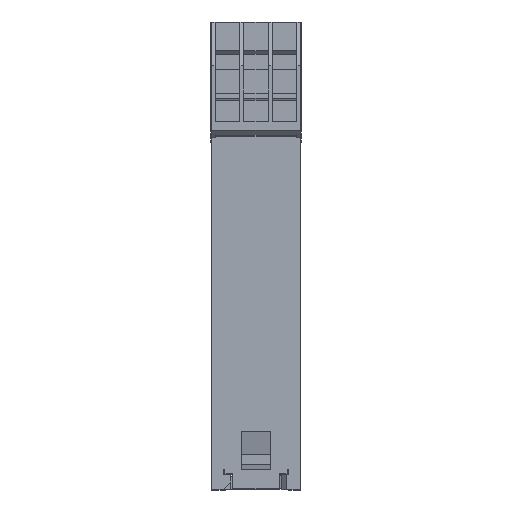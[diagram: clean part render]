
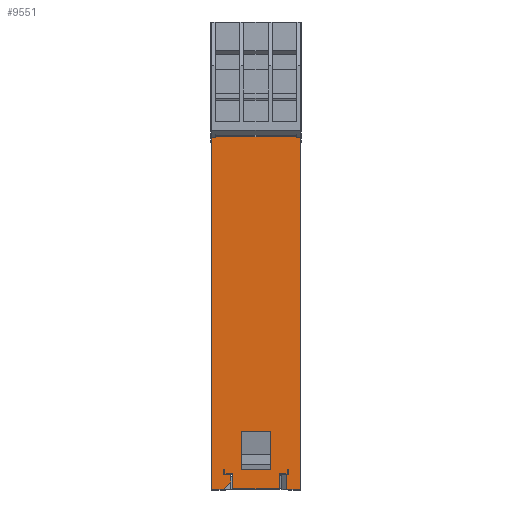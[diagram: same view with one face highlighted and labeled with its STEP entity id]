
A CAD part, top view. The second image highlights one B-rep face of the part: STEP entity #9551.
In plain terms, the highlighted planar face has unit normal (0, 0, 1).
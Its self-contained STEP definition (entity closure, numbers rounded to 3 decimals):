
#25=DIRECTION('',(0.,-1.,0.));
#26=VECTOR('',#25,89.164);
#27=CARTESIAN_POINT('',(-11.25,89.164,37.5));
#28=LINE('',#27,#26);
#341=DIRECTION('',(0.,-1.,0.));
#342=VECTOR('',#341,89.164);
#343=CARTESIAN_POINT('',(11.25,89.164,37.5));
#344=LINE('',#343,#342);
#1615=DIRECTION('',(1.,0.,0.));
#1616=VECTOR('',#1615,1.03);
#1617=CARTESIAN_POINT('',(-11.25,89.164,37.5));
#1618=LINE('',#1617,#1616);
#1619=DIRECTION('',(0.,-1.,0.));
#1620=VECTOR('',#1619,0.036);
#1621=CARTESIAN_POINT('',(-10.22,89.2,37.5));
#1622=LINE('',#1621,#1620);
#1623=DIRECTION('',(1.,0.,0.));
#1624=VECTOR('',#1623,20.44);
#1625=CARTESIAN_POINT('',(-10.22,89.2,37.5));
#1626=LINE('',#1625,#1624);
#1627=DIRECTION('',(0.,-1.,0.));
#1628=VECTOR('',#1627,0.036);
#1629=CARTESIAN_POINT('',(10.22,89.2,37.5));
#1630=LINE('',#1629,#1628);
#1631=DIRECTION('',(1.,0.,0.));
#1632=VECTOR('',#1631,1.03);
#1633=CARTESIAN_POINT('',(10.22,89.164,37.5));
#1634=LINE('',#1633,#1632);
#1635=DIRECTION('',(0.,1.,0.));
#1636=VECTOR('',#1635,3.7);
#1637=CARTESIAN_POINT('',(7.77,0.,37.5));
#1638=LINE('',#1637,#1636);
#1639=DIRECTION('',(1.,0.,0.));
#1640=VECTOR('',#1639,0.38);
#1641=CARTESIAN_POINT('',(7.77,3.7,37.5));
#1642=LINE('',#1641,#1640);
#1643=DIRECTION('',(0.,1.,0.));
#1644=VECTOR('',#1643,1.3);
#1645=CARTESIAN_POINT('',(8.15,3.7,37.5));
#1646=LINE('',#1645,#1644);
#1647=DIRECTION('',(-1.,0.,0.));
#1648=VECTOR('',#1647,0.275);
#1649=CARTESIAN_POINT('',(8.15,5.,37.5));
#1650=LINE('',#1649,#1648);
#1651=DIRECTION('',(0.,-1.,0.));
#1652=VECTOR('',#1651,1.05);
#1653=CARTESIAN_POINT('',(7.875,5.,37.5));
#1654=LINE('',#1653,#1652);
#1655=DIRECTION('',(-1.,0.,0.));
#1656=VECTOR('',#1655,2.);
#1657=CARTESIAN_POINT('',(7.875,3.95,37.5));
#1658=LINE('',#1657,#1656);
#1659=DIRECTION('',(0.,-1.,0.));
#1660=VECTOR('',#1659,3.8);
#1661=CARTESIAN_POINT('',(5.875,3.95,37.5));
#1662=LINE('',#1661,#1660);
#1663=DIRECTION('',(-1.,0.,0.));
#1664=VECTOR('',#1663,11.75);
#1665=CARTESIAN_POINT('',(5.875,0.15,37.5));
#1666=LINE('',#1665,#1664);
#1667=DIRECTION('',(0.,1.,0.));
#1668=VECTOR('',#1667,3.8);
#1669=CARTESIAN_POINT('',(-5.875,0.15,37.5));
#1670=LINE('',#1669,#1668);
#1671=DIRECTION('',(-1.,0.,0.));
#1672=VECTOR('',#1671,2.);
#1673=CARTESIAN_POINT('',(-5.875,3.95,37.5));
#1674=LINE('',#1673,#1672);
#1675=DIRECTION('',(0.,1.,0.));
#1676=VECTOR('',#1675,1.05);
#1677=CARTESIAN_POINT('',(-7.875,3.95,37.5));
#1678=LINE('',#1677,#1676);
#1679=DIRECTION('',(-1.,0.,0.));
#1680=VECTOR('',#1679,0.275);
#1681=CARTESIAN_POINT('',(-7.875,5.,37.5));
#1682=LINE('',#1681,#1680);
#1683=DIRECTION('',(0.,-1.,0.));
#1684=VECTOR('',#1683,1.3);
#1685=CARTESIAN_POINT('',(-8.15,5.,37.5));
#1686=LINE('',#1685,#1684);
#1687=DIRECTION('',(1.,0.,0.));
#1688=VECTOR('',#1687,1.75);
#1689=CARTESIAN_POINT('',(-8.15,3.7,37.5));
#1690=LINE('',#1689,#1688);
#1691=DIRECTION('',(0.,1.,0.));
#1692=VECTOR('',#1691,1.81);
#1693=CARTESIAN_POINT('',(-6.4,1.89,37.5));
#1694=LINE('',#1693,#1692);
#1695=DIRECTION('',(-0.707,-0.707,0.));
#1696=VECTOR('',#1695,2.673);
#1697=CARTESIAN_POINT('',(-6.4,1.89,37.5));
#1698=LINE('',#1697,#1696);
#1699=DIRECTION('',(0.,1.,0.));
#1700=VECTOR('',#1699,9.6);
#1701=CARTESIAN_POINT('',(-3.7,5.,37.5));
#1702=LINE('',#1701,#1700);
#1703=DIRECTION('',(1.,0.,0.));
#1704=VECTOR('',#1703,7.4);
#1705=CARTESIAN_POINT('',(-3.7,5.,37.5));
#1706=LINE('',#1705,#1704);
#1707=DIRECTION('',(0.,1.,0.));
#1708=VECTOR('',#1707,9.6);
#1709=CARTESIAN_POINT('',(3.7,5.,37.5));
#1710=LINE('',#1709,#1708);
#1711=DIRECTION('',(1.,0.,0.));
#1712=VECTOR('',#1711,7.4);
#1713=CARTESIAN_POINT('',(-3.7,14.6,37.5));
#1714=LINE('',#1713,#1712);
#1740=DIRECTION('',(1.,0.,0.));
#1741=VECTOR('',#1740,3.48);
#1742=CARTESIAN_POINT('',(7.77,0.,37.5));
#1743=LINE('',#1742,#1741);
#4357=DIRECTION('',(1.,0.,0.));
#4358=VECTOR('',#4357,2.96);
#4359=CARTESIAN_POINT('',(-11.25,0.,37.5));
#4360=LINE('',#4359,#4358);
#5825=CARTESIAN_POINT('',(-11.25,0.,37.5));
#5826=VERTEX_POINT('',#5825);
#5829=CARTESIAN_POINT('',(11.25,0.,37.5));
#5830=VERTEX_POINT('',#5829);
#5937=CARTESIAN_POINT('',(-8.15,5.,37.5));
#5938=CARTESIAN_POINT('',(-8.15,3.7,37.5));
#5939=VERTEX_POINT('',#5937);
#5940=VERTEX_POINT('',#5938);
#5941=CARTESIAN_POINT('',(8.15,3.7,37.5));
#5942=CARTESIAN_POINT('',(8.15,5.,37.5));
#5943=VERTEX_POINT('',#5941);
#5944=VERTEX_POINT('',#5942);
#5975=CARTESIAN_POINT('',(7.77,0.,37.5));
#5976=VERTEX_POINT('',#5975);
#5979=CARTESIAN_POINT('',(7.77,3.7,37.5));
#5980=VERTEX_POINT('',#5979);
#6001=CARTESIAN_POINT('',(-6.4,3.7,37.5));
#6003=VERTEX_POINT('',#6001);
#6229=CARTESIAN_POINT('',(-8.29,0.,37.5));
#6231=VERTEX_POINT('',#6229);
#6233=CARTESIAN_POINT('',(-6.4,1.89,37.5));
#6234=VERTEX_POINT('',#6233);
#6317=CARTESIAN_POINT('',(-3.7,14.6,37.5));
#6318=CARTESIAN_POINT('',(3.7,14.6,37.5));
#6319=VERTEX_POINT('',#6317);
#6320=VERTEX_POINT('',#6318);
#6369=CARTESIAN_POINT('',(7.875,3.95,37.5));
#6370=CARTESIAN_POINT('',(5.875,3.95,37.5));
#6371=VERTEX_POINT('',#6369);
#6372=VERTEX_POINT('',#6370);
#6373=CARTESIAN_POINT('',(5.875,0.15,37.5));
#6374=VERTEX_POINT('',#6373);
#6375=CARTESIAN_POINT('',(-5.875,0.15,37.5));
#6376=VERTEX_POINT('',#6375);
#6377=CARTESIAN_POINT('',(-5.875,3.95,37.5));
#6378=VERTEX_POINT('',#6377);
#6379=CARTESIAN_POINT('',(-7.875,3.95,37.5));
#6380=VERTEX_POINT('',#6379);
#6557=CARTESIAN_POINT('',(7.875,5.,37.5));
#6559=VERTEX_POINT('',#6557);
#6561=CARTESIAN_POINT('',(-7.875,5.,37.5));
#6563=VERTEX_POINT('',#6561);
#6597=CARTESIAN_POINT('',(3.7,5.,37.5));
#6598=VERTEX_POINT('',#6597);
#6599=CARTESIAN_POINT('',(-3.7,5.,37.5));
#6600=VERTEX_POINT('',#6599);
#7309=CARTESIAN_POINT('',(-11.25,89.164,37.5));
#7310=CARTESIAN_POINT('',(-10.22,89.164,37.5));
#7311=VERTEX_POINT('',#7309);
#7312=VERTEX_POINT('',#7310);
#7313=CARTESIAN_POINT('',(10.22,89.164,37.5));
#7314=CARTESIAN_POINT('',(11.25,89.164,37.5));
#7315=VERTEX_POINT('',#7313);
#7316=VERTEX_POINT('',#7314);
#7317=CARTESIAN_POINT('',(10.22,89.2,37.5));
#7318=VERTEX_POINT('',#7317);
#7319=CARTESIAN_POINT('',(-10.22,89.2,37.5));
#7320=VERTEX_POINT('',#7319);
#9491=CARTESIAN_POINT('',(-11.25,89.2,37.5));
#9492=DIRECTION('',(0.,0.,1.));
#9493=DIRECTION('',(0.,-1.,0.));
#9494=AXIS2_PLACEMENT_3D('',#9491,#9492,#9493);
#9495=PLANE('',#9494);
#9496=ORIENTED_EDGE('',*,*,#9478,.T.);
#9497=ORIENTED_EDGE('',*,*,#9210,.F.);
#9498=ORIENTED_EDGE('',*,*,#9270,.T.);
#9499=ORIENTED_EDGE('',*,*,#9405,.T.);
#9500=ORIENTED_EDGE('',*,*,#9483,.T.);
#9501=ORIENTED_EDGE('',*,*,#7887,.T.);
#9503=ORIENTED_EDGE('',*,*,#9502,.F.);
#9505=ORIENTED_EDGE('',*,*,#9504,.T.);
#9507=ORIENTED_EDGE('',*,*,#9506,.T.);
#9509=ORIENTED_EDGE('',*,*,#9508,.T.);
#9511=ORIENTED_EDGE('',*,*,#9510,.T.);
#9513=ORIENTED_EDGE('',*,*,#9512,.T.);
#9515=ORIENTED_EDGE('',*,*,#9514,.T.);
#9517=ORIENTED_EDGE('',*,*,#9516,.T.);
#9519=ORIENTED_EDGE('',*,*,#9518,.T.);
#9521=ORIENTED_EDGE('',*,*,#9520,.T.);
#9523=ORIENTED_EDGE('',*,*,#9522,.T.);
#9525=ORIENTED_EDGE('',*,*,#9524,.T.);
#9527=ORIENTED_EDGE('',*,*,#9526,.T.);
#9529=ORIENTED_EDGE('',*,*,#9528,.T.);
#9531=ORIENTED_EDGE('',*,*,#9530,.T.);
#9533=ORIENTED_EDGE('',*,*,#9532,.F.);
#9535=ORIENTED_EDGE('',*,*,#9534,.T.);
#9537=ORIENTED_EDGE('',*,*,#9536,.F.);
#9538=ORIENTED_EDGE('',*,*,#7650,.F.);
#9539=EDGE_LOOP('',(#9496,#9497,#9498,#9499,#9500,#9501,#9503,#9505,#9507,#9509,
#9511,#9513,#9515,#9517,#9519,#9521,#9523,#9525,#9527,#9529,#9531,#9533,#9535,
#9537,#9538));
#9540=FACE_OUTER_BOUND('',#9539,.F.);
#9542=ORIENTED_EDGE('',*,*,#9541,.F.);
#9544=ORIENTED_EDGE('',*,*,#9543,.T.);
#9546=ORIENTED_EDGE('',*,*,#9545,.T.);
#9548=ORIENTED_EDGE('',*,*,#9547,.F.);
#9549=EDGE_LOOP('',(#9542,#9544,#9546,#9548));
#9550=FACE_BOUND('',#9549,.F.);
#9551=ADVANCED_FACE('',(#9540,#9550),#9495,.T.);
#7650=EDGE_CURVE('',#7311,#5826,#28,.T.);
#7887=EDGE_CURVE('',#7316,#5830,#344,.T.);
#9210=EDGE_CURVE('',#7320,#7312,#1622,.T.);
#9270=EDGE_CURVE('',#7320,#7318,#1626,.T.);
#9405=EDGE_CURVE('',#7318,#7315,#1630,.T.);
#9478=EDGE_CURVE('',#7311,#7312,#1618,.T.);
#9483=EDGE_CURVE('',#7315,#7316,#1634,.T.);
#9502=EDGE_CURVE('',#5976,#5830,#1743,.T.);
#9504=EDGE_CURVE('',#5976,#5980,#1638,.T.);
#9506=EDGE_CURVE('',#5980,#5943,#1642,.T.);
#9508=EDGE_CURVE('',#5943,#5944,#1646,.T.);
#9510=EDGE_CURVE('',#5944,#6559,#1650,.T.);
#9512=EDGE_CURVE('',#6559,#6371,#1654,.T.);
#9514=EDGE_CURVE('',#6371,#6372,#1658,.T.);
#9516=EDGE_CURVE('',#6372,#6374,#1662,.T.);
#9518=EDGE_CURVE('',#6374,#6376,#1666,.T.);
#9520=EDGE_CURVE('',#6376,#6378,#1670,.T.);
#9522=EDGE_CURVE('',#6378,#6380,#1674,.T.);
#9524=EDGE_CURVE('',#6380,#6563,#1678,.T.);
#9526=EDGE_CURVE('',#6563,#5939,#1682,.T.);
#9528=EDGE_CURVE('',#5939,#5940,#1686,.T.);
#9530=EDGE_CURVE('',#5940,#6003,#1690,.T.);
#9532=EDGE_CURVE('',#6234,#6003,#1694,.T.);
#9534=EDGE_CURVE('',#6234,#6231,#1698,.T.);
#9536=EDGE_CURVE('',#5826,#6231,#4360,.T.);
#9541=EDGE_CURVE('',#6600,#6319,#1702,.T.);
#9543=EDGE_CURVE('',#6600,#6598,#1706,.T.);
#9545=EDGE_CURVE('',#6598,#6320,#1710,.T.);
#9547=EDGE_CURVE('',#6319,#6320,#1714,.T.);
